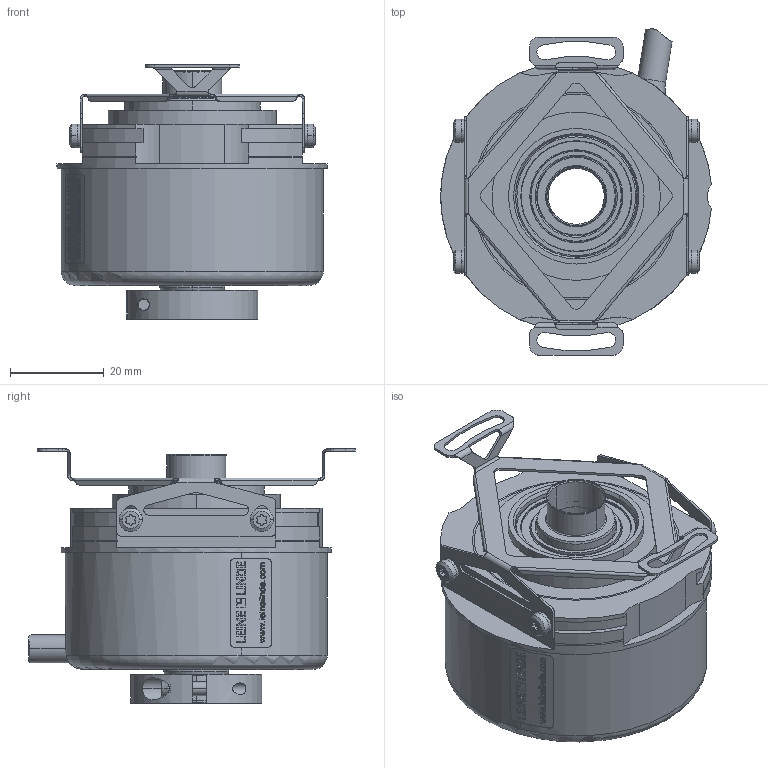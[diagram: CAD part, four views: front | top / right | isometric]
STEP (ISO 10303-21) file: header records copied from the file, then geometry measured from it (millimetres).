
FILE_DESCRIPTION((''),'2;1');
FILE_NAME('620908','2010-12-16T',('se2802'),(''),'PRO/ENGINEER BY PARAMETRIC TECHNOLOGY CORPORATION, 2010180','PRO/ENGINEER BY PARAMETRIC TECHNOLOGY CORPORATION, 2010180','');
FILE_SCHEMA(('CONFIG_CONTROL_DESIGN'));
Length unit declared in the file: millimetre
Products named in the file (1): 620908
Bounding box: 57.89 x 69.84 x 54.4 mm (x, y, z)
Volume: 41642.2 mm3; surface area: 33683.8 mm2
Topology: 11 solids, 19 shells, 1423 faces, 3843 edges, 2441 vertices
Faces by surface type: plane 439, cylinder 418, extrusion 325, bspline 76, cone 64, torus 59, sphere 42
Entity records: 55012 total; most frequent: CARTESIAN_POINT 20807, ORIENTED_EDGE 7554, DIRECTION 6288, EDGE_CURVE 3777, VERTEX_POINT 2441, AXIS2_PLACEMENT_3D 2195, VECTOR 1898, LINE 1573
